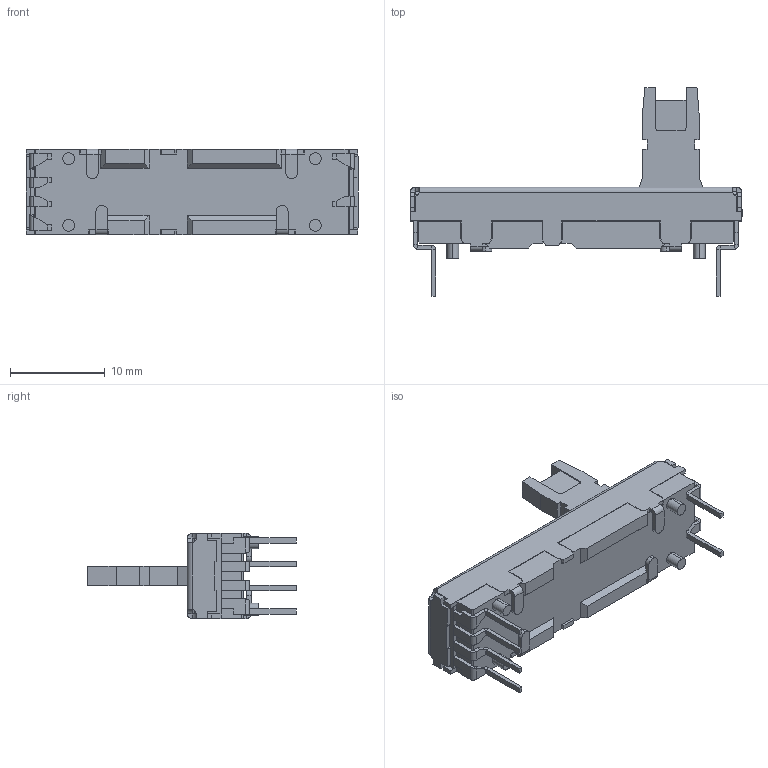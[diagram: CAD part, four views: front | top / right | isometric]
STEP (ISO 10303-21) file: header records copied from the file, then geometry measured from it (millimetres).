
FILE_DESCRIPTION (( 'STEP AP214' ), '1' );
FILE_NAME ('PTL20-10G0-103B2.STEP', '2021-12-06T12:31:52', ( '' ), ( '' ), 'SwSTEP 2.0', 'SolidWorks 2017', '' );
FILE_SCHEMA (( 'AUTOMOTIVE_DESIGN' ));
Length unit declared in the file: millimetre
Products named in the file (1): PTL20-10G0-103B2
Bounding box: 35 x 22 x 9 mm (x, y, z)
Volume: 1940 mm3; surface area: 2717.2 mm2
Topology: 10 solids, 10 shells, 471 faces, 1167 edges, 722 vertices
Faces by surface type: plane 346, cylinder 108, bspline 17
Entity records: 15476 total; most frequent: CARTESIAN_POINT 4398, ORIENTED_EDGE 2334, DIRECTION 2141, EDGE_CURVE 1167, VECTOR 919, LINE 919, VERTEX_POINT 722, AXIS2_PLACEMENT_3D 611
